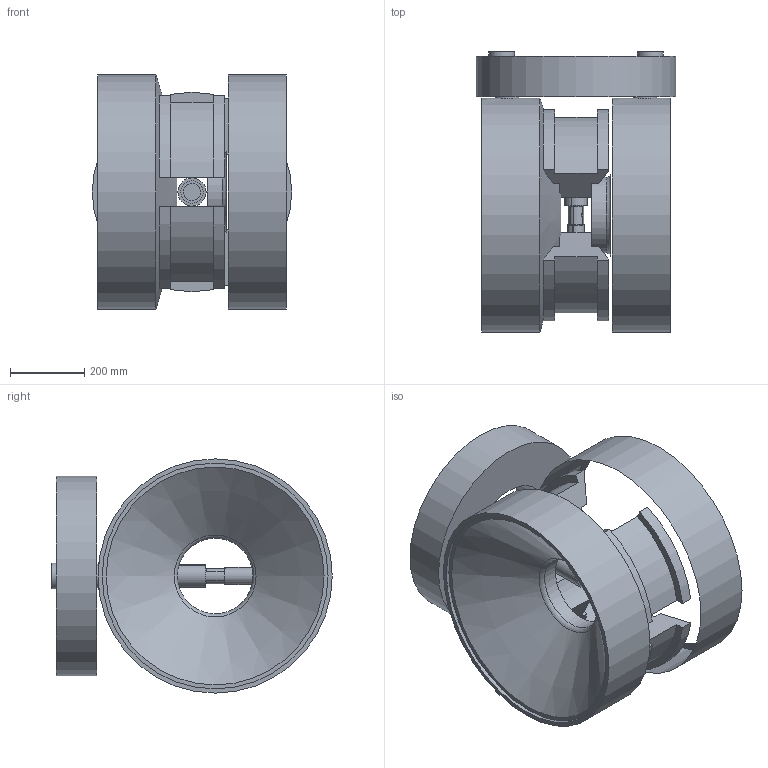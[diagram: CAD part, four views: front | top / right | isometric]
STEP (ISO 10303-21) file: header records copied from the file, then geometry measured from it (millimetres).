
FILE_DESCRIPTION(/* description */ (''),/* implementation_level */ '2;1');
FILE_NAME(/* name */ 'trans_target.stp',/* time_stamp */ '2020-05-14T11:44:52-04:00',/* author */ ('James'),/* organization */ (''),/* preprocessor_version */ 'ST-DEVELOPER v18',/* originating_system */ 'Autodesk Inventor 2020',/* authorisation */ '');
FILE_SCHEMA (('AUTOMOTIVE_DESIGN { 1 0 10303 214 3 1 1 }'));
Length unit declared in the file: inch
Products named in the file (7): trans_target; NH3; g2p 1 K Pot and Scattering Window; g2p Magnet; cap; cup; liquid_helium
Assembly tree (7 placements, depth 2):
  trans_target
    NH3
    g2p 1 K Pot and Scattering Window
    g2p Magnet
    cap  x2
    cup
    liquid_helium
Bounding box: 538.3 x 757.7 x 632.74 mm (x, y, z)
Volume: 99214932.9 mm3; surface area: 3143877.3 mm2
Topology: 8 solids, 10 shells, 187 faces, 476 edges, 332 vertices
Faces by surface type: cylinder 89, plane 86, torus 6, cone 6
Full cylindrical faces by diameter (mm): 6.731 x12, 27.229 x4, 28.753 x1, 34.798 x2, 38.1 x2, 41.529 x2, 43.688 x2, 45.72 x2, 56.294 x2, 63.615 x2, 65.091 x2, 69.079 x2, 69.088 x2, 91.276 x2, 203.958 x2, 279.665 x1, 538.296 x1, 609.71 x2, 632.74 x2
Entity records: 6390 total; most frequent: CARTESIAN_POINT 1287, DIRECTION 1107, ORIENTED_EDGE 942, EDGE_CURVE 471, AXIS2_PLACEMENT_3D 460, VERTEX_POINT 328, CIRCLE 262, EDGE_LOOP 239
